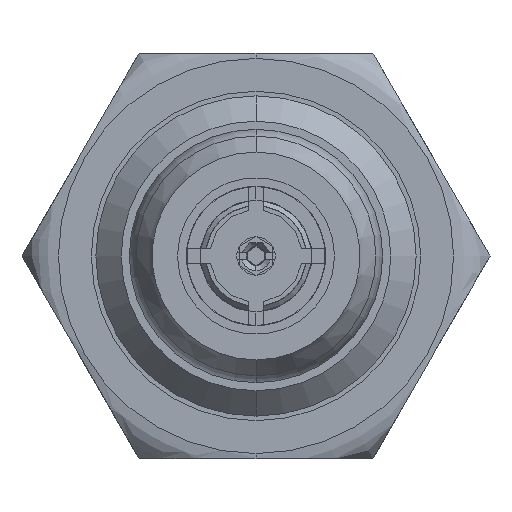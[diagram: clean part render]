
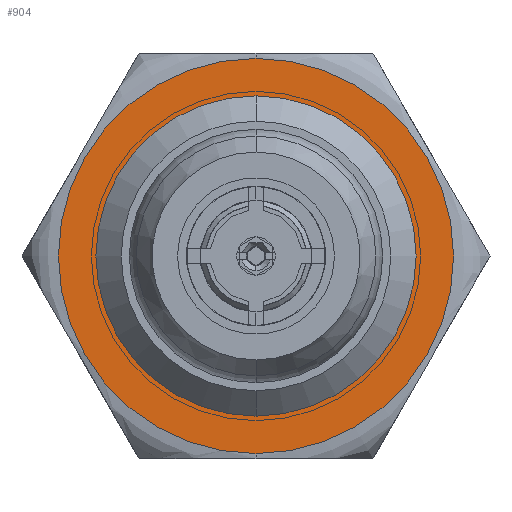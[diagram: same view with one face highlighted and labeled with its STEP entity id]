
A CAD part, front view. The second image highlights one B-rep face of the part: STEP entity #904.
In plain terms, the highlighted planar face has unit normal (0, -1, 0).
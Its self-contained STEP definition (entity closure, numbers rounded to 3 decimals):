
#320 = CIRCLE ( 'NONE', #2821, 3.9 ) ;
#429 = VERTEX_POINT ( 'NONE', #6927 ) ;
#531 = VERTEX_POINT ( 'NONE', #3957 ) ;
#537 = ORIENTED_EDGE ( 'NONE', *, *, #4861, .F. ) ;
#653 = DIRECTION ( 'NONE',  ( 0., -1., 0. ) ) ;
#691 = DIRECTION ( 'NONE',  ( 0., 1., 0. ) ) ;
#772 = FACE_BOUND ( 'NONE', #4869, .T. ) ;
#904 = ADVANCED_FACE ( 'Defeature ausgef�hrt1_133', ( #1395, #772 ), #6367, .F. ) ;
#1008 = DIRECTION ( 'NONE',  ( 0., 0., -1. ) ) ;
#1058 = DIRECTION ( 'NONE',  ( 0., -1., 0. ) ) ;
#1099 = CARTESIAN_POINT ( 'NONE',  ( 0., -8.4, 0. ) ) ;
#1395 = FACE_OUTER_BOUND ( 'NONE', #3864, .T. ) ;
#2367 = EDGE_CURVE ( 'NONE', #2410, #6319, #6731, .T. ) ;
#2410 = VERTEX_POINT ( 'NONE', #3491 ) ;
#2623 = ORIENTED_EDGE ( 'NONE', *, *, #2367, .F. ) ;
#2821 = AXIS2_PLACEMENT_3D ( 'NONE', #1099, #1058, #6114 ) ;
#2862 = ORIENTED_EDGE ( 'NONE', *, *, #5159, .T. ) ;
#3061 = CIRCLE ( 'NONE', #7709, 3.9 ) ;
#3222 = DIRECTION ( 'NONE',  ( 0., 0., 1. ) ) ;
#3491 = CARTESIAN_POINT ( 'NONE',  ( 0., -8.4, -3.16 ) ) ;
#3538 = AXIS2_PLACEMENT_3D ( 'NONE', #3910, #691, #3222 ) ;
#3766 = AXIS2_PLACEMENT_3D ( 'NONE', #4368, #653, #6916 ) ;
#3864 = EDGE_LOOP ( 'NONE', ( #2862, #7163 ) ) ;
#3910 = CARTESIAN_POINT ( 'NONE',  ( -3.16, -8.4, 0. ) ) ;
#3957 = CARTESIAN_POINT ( 'NONE',  ( 0., -8.4, -3.9 ) ) ;
#4368 = CARTESIAN_POINT ( 'NONE',  ( 0., -8.4, 0. ) ) ;
#4613 = DIRECTION ( 'NONE',  ( 0., -1., 0. ) ) ;
#4861 = EDGE_CURVE ( 'NONE', #6319, #2410, #5084, .T. ) ;
#4869 = EDGE_LOOP ( 'NONE', ( #2623, #537 ) ) ;
#5084 = CIRCLE ( 'NONE', #3766, 3.16 ) ;
#5159 = EDGE_CURVE ( 'NONE', #429, #531, #320, .T. ) ;
#5202 = DIRECTION ( 'NONE',  ( 0., 0., 1. ) ) ;
#5365 = CARTESIAN_POINT ( 'NONE',  ( 0., -8.4, 0. ) ) ;
#5403 = AXIS2_PLACEMENT_3D ( 'NONE', #5365, #7321, #1008 ) ;
#6114 = DIRECTION ( 'NONE',  ( 0., 0., 1. ) ) ;
#6319 = VERTEX_POINT ( 'NONE', #7801 ) ;
#6367 = PLANE ( 'NONE',  #3538 ) ;
#6444 = CARTESIAN_POINT ( 'NONE',  ( 0., -8.4, 0. ) ) ;
#6623 = EDGE_CURVE ( 'NONE', #531, #429, #3061, .T. ) ;
#6731 = CIRCLE ( 'NONE', #5403, 3.16 ) ;
#6916 = DIRECTION ( 'NONE',  ( 0., 0., -1. ) ) ;
#6927 = CARTESIAN_POINT ( 'NONE',  ( 0., -8.4, 3.9 ) ) ;
#7163 = ORIENTED_EDGE ( 'NONE', *, *, #6623, .T. ) ;
#7321 = DIRECTION ( 'NONE',  ( 0., -1., 0. ) ) ;
#7709 = AXIS2_PLACEMENT_3D ( 'NONE', #6444, #4613, #5202 ) ;
#7801 = CARTESIAN_POINT ( 'NONE',  ( 0., -8.4, 3.16 ) ) ;
